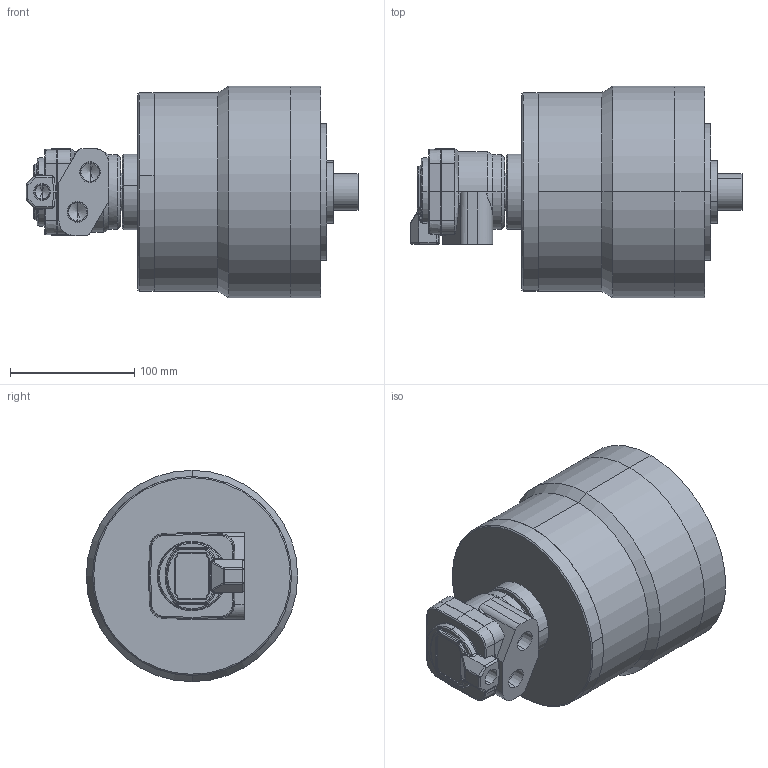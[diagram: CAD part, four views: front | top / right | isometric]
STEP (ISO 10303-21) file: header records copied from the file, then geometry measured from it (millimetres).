
FILE_DESCRIPTION (( 'STEP AP203' ), '1' );
FILE_NAME ('CF-RD-125.STEP', '2018-11-12T01:08:05', ( '' ), ( '' ), 'SwSTEP 2.0', 'SolidWorks 2016', '' );
FILE_SCHEMA (( 'CONFIG_CONTROL_DESIGN' ));
Length unit declared in the file: millimetre
Products named in the file (9): CF-RD-125; CF-RD-125-01000; CF-RD-120-01000; CF-RK-100-01000; CF-RD-120-03000; CF-RD-120-04000; CF-RD-120-05000; CF-RK-100-02000; 組合件1^CF-RD-125
Assembly tree (8 placements, depth 3):
  CF-RD-125
    CF-RK-100-01000
    CF-RK-100-02000
    CF-RD-120-01000
    CF-RD-125-01000
    CF-RD-120-03000
    組合件1^CF-RD-125
      CF-RD-120-04000
    CF-RD-120-05000
Bounding box: 267 x 170 x 170 mm (x, y, z)
Volume: 3594815.2 mm3; surface area: 300971.9 mm2
Topology: 7 solids, 7 shells, 303 faces, 698 edges, 411 vertices
Faces by surface type: cylinder 123, plane 74, bspline 43, cone 41, torus 16, sphere 6
Entity records: 10613 total; most frequent: CARTESIAN_POINT 3102, DIRECTION 1387, ORIENTED_EDGE 1364, EDGE_CURVE 682, AXIS2_PLACEMENT_3D 552, VERTEX_POINT 411, EDGE_LOOP 339, FACE_OUTER_BOUND 303
